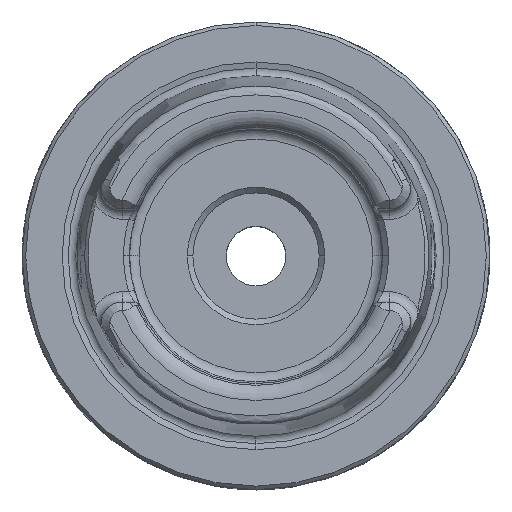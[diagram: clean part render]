
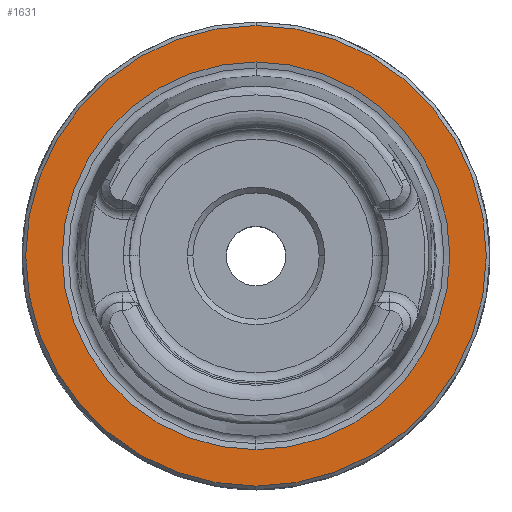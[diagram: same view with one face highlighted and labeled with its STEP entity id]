
A CAD part, top view. The second image highlights one B-rep face of the part: STEP entity #1631.
In plain terms, the highlighted planar face has unit normal (0, 0, 1).
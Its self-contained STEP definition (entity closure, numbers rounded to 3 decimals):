
#1585=EDGE_CURVE('NONE',#2021,#1745,#4530,.T.);
#1613=EDGE_CURVE('NONE',#1689,#3103,#4565,.T.);
#1631=ADVANCED_FACE('NONE',(#4585,#4586),#4587,.F.);
#1689=VERTEX_POINT('NONE',#4651);
#1745=VERTEX_POINT('NONE',#4710);
#2021=VERTEX_POINT('NONE',#5006);
#2201=EDGE_CURVE('NONE',#3103,#1689,#5203,.T.);
#2629=EDGE_CURVE('NONE',#1745,#2021,#5673,.F.);
#3103=VERTEX_POINT('NONE',#6202);
#4530=CIRCLE('',#7996,26.09);
#4565=CIRCLE('',#8040,30.995);
#4585=FACE_OUTER_BOUND('',#8065,.T.);
#4586=FACE_BOUND('',#8066,.T.);
#4587=PLANE('',#8067);
#4651=CARTESIAN_POINT('',(0.,30.995,0.));
#4710=CARTESIAN_POINT('',(0.,26.09,0.));
#5006=CARTESIAN_POINT('',(0.,-26.09,0.));
#5203=CIRCLE('',#9752,30.995);
#5673=CIRCLE('',#11414,26.09);
#6202=CARTESIAN_POINT('',(0.,-30.995,0.));
#7996=AXIS2_PLACEMENT_3D('',#16493,#16494,#16495);
#8040=AXIS2_PLACEMENT_3D('',#16568,#16569,#16570);
#8065=EDGE_LOOP('',(#16592,#16593));
#8066=EDGE_LOOP('',(#16594,#16595));
#8067=AXIS2_PLACEMENT_3D('',#16596,#16597,#16598);
#9752=AXIS2_PLACEMENT_3D('',#17204,#17205,#17206);
#11414=AXIS2_PLACEMENT_3D('',#17727,#17728,#17729);
#16493=CARTESIAN_POINT('',(0.,0.,0.));
#16494=DIRECTION('',(0.0,-0.0,1.0));
#16495=DIRECTION('',(0.,1.0,0.0));
#16568=CARTESIAN_POINT('',(0.,0.,0.));
#16569=DIRECTION('',(0.0,0.0,1.0));
#16570=DIRECTION('',(0.,-1.0,0.0));
#16592=ORIENTED_EDGE('',*,*,#2201,.T.);
#16593=ORIENTED_EDGE('',*,*,#1613,.T.);
#16594=ORIENTED_EDGE('',*,*,#2629,.F.);
#16595=ORIENTED_EDGE('',*,*,#1585,.F.);
#16596=CARTESIAN_POINT('',(0.,-24.796,0.));
#16597=DIRECTION('',(-0.0,0.0,-1.0));
#16598=DIRECTION('',(0.,-1.0,0.0));
#17204=CARTESIAN_POINT('',(0.,0.,0.));
#17205=DIRECTION('',(0.0,0.0,1.0));
#17206=DIRECTION('',(0.,-1.0,0.0));
#17727=CARTESIAN_POINT('',(0.,0.,0.));
#17728=DIRECTION('',(0.0,0.0,-1.0));
#17729=DIRECTION('',(0.,1.0,0.0));
